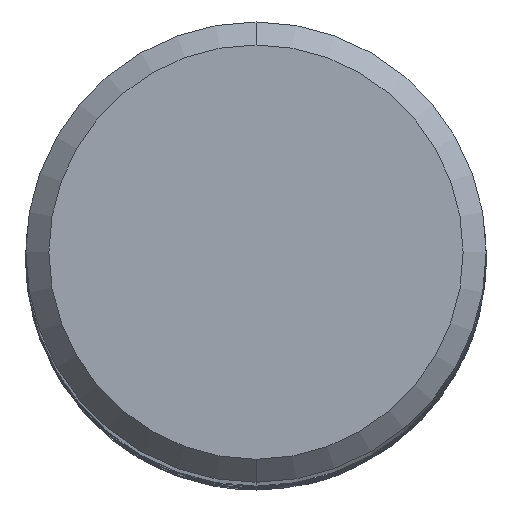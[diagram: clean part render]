
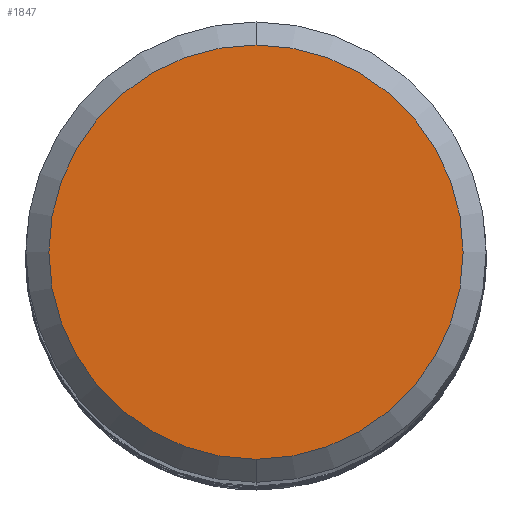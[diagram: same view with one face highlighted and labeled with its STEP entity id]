
A CAD part, top view. The second image highlights one B-rep face of the part: STEP entity #1847.
In plain terms, the highlighted planar face has unit normal (0, 0, 1).
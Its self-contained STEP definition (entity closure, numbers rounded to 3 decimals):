
#1847=ADVANCED_FACE('',(#4492),#4493,.T.);
#2647=EDGE_CURVE('',#2703,#3331,#5371,.T.);
#2669=EDGE_CURVE('',#3331,#2703,#5394,.T.);
#2703=VERTEX_POINT('',#5428);
#3331=VERTEX_POINT('',#6122);
#4492=FACE_OUTER_BOUND('',#16286,.T.);
#4493=PLANE('',#16287);
#5371=CIRCLE('',#28419,5.4);
#5394=CIRCLE('',#29070,5.4);
#5428=CARTESIAN_POINT('',(0.0,5.4,0.0));
#6122=CARTESIAN_POINT('',(0.,-5.4,0.0));
#16286=EDGE_LOOP('',(#47792,#47793));
#16287=AXIS2_PLACEMENT_3D('',#47794,#47795,#47796);
#28419=AXIS2_PLACEMENT_3D('',#48785,#48786,#48787);
#29070=AXIS2_PLACEMENT_3D('',#48803,#48804,#48805);
#47792=ORIENTED_EDGE('',*,*,#2647,.F.);
#47793=ORIENTED_EDGE('',*,*,#2669,.F.);
#47794=CARTESIAN_POINT('',(0.0,2.7,0.0));
#47795=DIRECTION('',(-0.0,0.0,1.0));
#47796=DIRECTION('',(0.0,-1.0,0.0));
#48785=CARTESIAN_POINT('',(0.0,0.0,0.0));
#48786=DIRECTION('',(0.0,0.0,-1.0));
#48787=DIRECTION('',(0.0,1.0,0.0));
#48803=CARTESIAN_POINT('',(0.0,0.0,0.0));
#48804=DIRECTION('',(0.0,0.0,-1.0));
#48805=DIRECTION('',(0.0,1.0,0.0));
